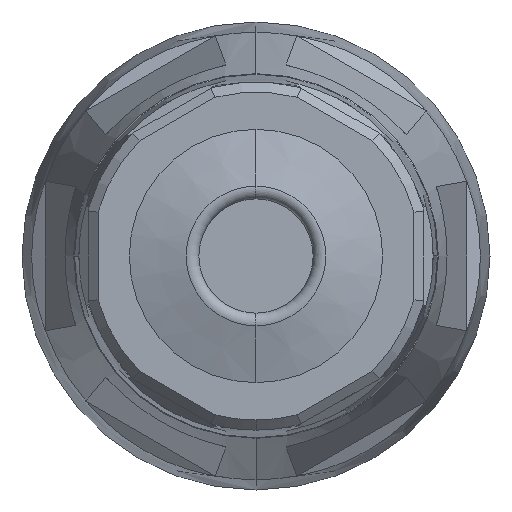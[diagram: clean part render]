
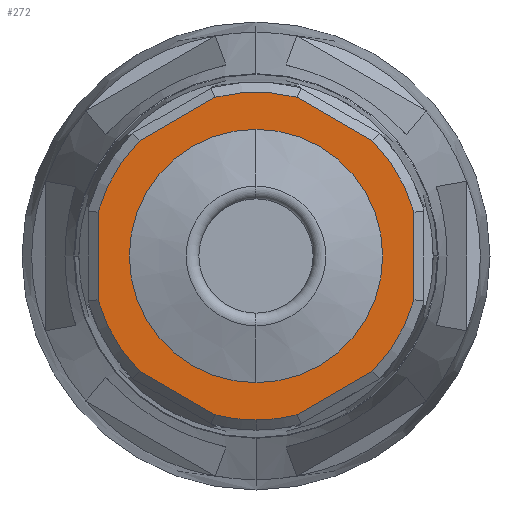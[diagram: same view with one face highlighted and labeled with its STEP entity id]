
A CAD part, left-side view. The second image highlights one B-rep face of the part: STEP entity #272.
In plain terms, the highlighted planar face has unit normal (-1, 0, 0).
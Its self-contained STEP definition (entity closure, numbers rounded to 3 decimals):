
#61 = LINE ( 'NONE', #3990, #2332 ) ;
#97 = DIRECTION ( 'NONE',  ( -1., 0., 0. ) ) ;
#117 = AXIS2_PLACEMENT_3D ( 'NONE', #2969, #418, #3392 ) ;
#126 = CARTESIAN_POINT ( 'NONE',  ( -48.4, 4.132, -15.974 ) ) ;
#183 = DIRECTION ( 'NONE',  ( 0., 0., 1. ) ) ;
#218 = DIRECTION ( 'NONE',  ( 0., 0.866, 0.5 ) ) ;
#221 = CIRCLE ( 'NONE', #3000, 16.5 ) ;
#272 = ADVANCED_FACE ( 'NONE', ( #2584, #2694 ), #1905, .T. ) ;
#298 = ORIENTED_EDGE ( 'NONE', *, *, #2569, .T. ) ;
#306 = AXIS2_PLACEMENT_3D ( 'NONE', #2677, #97, #3086 ) ;
#330 = LINE ( 'NONE', #766, #471 ) ;
#337 = DIRECTION ( 'NONE',  ( -1., 0., 0. ) ) ;
#418 = DIRECTION ( 'NONE',  ( -1., 0., 0. ) ) ;
#471 = VECTOR ( 'NONE', #2895, 1000. ) ;
#504 = EDGE_CURVE ( 'NONE', #3393, #5145, #527, .T. ) ;
#527 = CIRCLE ( 'NONE', #2216, 16.5 ) ;
#536 = DIRECTION ( 'NONE',  ( 0., -0.866, -0.5 ) ) ;
#583 = VERTEX_POINT ( 'NONE', #4909 ) ;
#749 = CARTESIAN_POINT ( 'NONE',  ( -48.4, 0., 0. ) ) ;
#766 = CARTESIAN_POINT ( 'NONE',  ( -48.4, 11.884, 11.498 ) ) ;
#803 = VECTOR ( 'NONE', #218, 1000. ) ;
#879 = VERTEX_POINT ( 'NONE', #4145 ) ;
#920 = ORIENTED_EDGE ( 'NONE', *, *, #1900, .T. ) ;
#1040 = CARTESIAN_POINT ( 'NONE',  ( -48.4, 11.768, -11.565 ) ) ;
#1088 = CARTESIAN_POINT ( 'NONE',  ( -48.4, 0., -12.75 ) ) ;
#1176 = DIRECTION ( 'NONE',  ( 0., 0., 1. ) ) ;
#1235 = CARTESIAN_POINT ( 'NONE',  ( -48.4, -15.9, 4.543 ) ) ;
#1243 = CARTESIAN_POINT ( 'NONE',  ( -48.4, 15.9, -4.543 ) ) ;
#1252 = VERTEX_POINT ( 'NONE', #1395 ) ;
#1285 = DIRECTION ( 'NONE',  ( -1., 0., 0. ) ) ;
#1292 = EDGE_CURVE ( 'NONE', #5145, #1806, #2196, .T. ) ;
#1395 = CARTESIAN_POINT ( 'NONE',  ( -48.4, 0., -16.5 ) ) ;
#1597 = CIRCLE ( 'NONE', #4957, 12.75 ) ;
#1622 = EDGE_CURVE ( 'NONE', #1252, #583, #3444, .T. ) ;
#1647 = CARTESIAN_POINT ( 'NONE',  ( -48.4, -4.132, 15.974 ) ) ;
#1700 = CIRCLE ( 'NONE', #2117, 16.5 ) ;
#1745 = ORIENTED_EDGE ( 'NONE', *, *, #1769, .T. ) ;
#1764 = CARTESIAN_POINT ( 'NONE',  ( -48.4, -15.9, 4.409 ) ) ;
#1769 = EDGE_CURVE ( 'NONE', #1806, #1252, #3984, .T. ) ;
#1806 = VERTEX_POINT ( 'NONE', #126 ) ;
#1900 = EDGE_CURVE ( 'NONE', #583, #2058, #61, .T. ) ;
#1905 = PLANE ( 'NONE',  #2890 ) ;
#1912 = ORIENTED_EDGE ( 'NONE', *, *, #2729, .T. ) ;
#1918 = ORIENTED_EDGE ( 'NONE', *, *, #2152, .T. ) ;
#1921 = ORIENTED_EDGE ( 'NONE', *, *, #1622, .T. ) ;
#2058 = VERTEX_POINT ( 'NONE', #2452 ) ;
#2117 = AXIS2_PLACEMENT_3D ( 'NONE', #4661, #2161, #5099 ) ;
#2119 = VECTOR ( 'NONE', #4603, 1000. ) ;
#2124 = CARTESIAN_POINT ( 'NONE',  ( -48.4, -11.768, 11.565 ) ) ;
#2152 = EDGE_CURVE ( 'NONE', #3766, #4089, #330, .T. ) ;
#2161 = DIRECTION ( 'NONE',  ( -1., 0., 0. ) ) ;
#2196 = LINE ( 'NONE', #2256, #4414 ) ;
#2216 = AXIS2_PLACEMENT_3D ( 'NONE', #4621, #3006, #5521 ) ;
#2232 = EDGE_CURVE ( 'NONE', #4469, #3766, #1700, .T. ) ;
#2256 = CARTESIAN_POINT ( 'NONE',  ( -48.4, 4.016, -16.041 ) ) ;
#2321 = LINE ( 'NONE', #1235, #3329 ) ;
#2332 = VECTOR ( 'NONE', #5265, 1000. ) ;
#2345 = DIRECTION ( 'NONE',  ( -1., 0., 0. ) ) ;
#2367 = EDGE_CURVE ( 'NONE', #2058, #879, #3404, .T. ) ;
#2452 = CARTESIAN_POINT ( 'NONE',  ( -48.4, -11.768, -11.565 ) ) ;
#2494 = DIRECTION ( 'NONE',  ( 0., 0., 1. ) ) ;
#2498 = DIRECTION ( 'NONE',  ( -1., 0., 0. ) ) ;
#2569 = EDGE_CURVE ( 'NONE', #879, #4944, #2321, .T. ) ;
#2576 = AXIS2_PLACEMENT_3D ( 'NONE', #5004, #2498, #5441 ) ;
#2584 = FACE_OUTER_BOUND ( 'NONE', #4300, .T. ) ;
#2632 = EDGE_CURVE ( 'NONE', #3381, #4469, #3063, .T. ) ;
#2677 = CARTESIAN_POINT ( 'NONE',  ( -48.4, 0., 0. ) ) ;
#2694 = FACE_BOUND ( 'NONE', #5413, .T. ) ;
#2729 = EDGE_CURVE ( 'NONE', #4944, #3381, #3924, .T. ) ;
#2756 = DIRECTION ( 'NONE',  ( -1., 0., 0. ) ) ;
#2890 = AXIS2_PLACEMENT_3D ( 'NONE', #4431, #2756, #183 ) ;
#2895 = DIRECTION ( 'NONE',  ( 0., 0.866, -0.5 ) ) ;
#2901 = CARTESIAN_POINT ( 'NONE',  ( -48.4, 0., 0. ) ) ;
#2933 = VERTEX_POINT ( 'NONE', #1088 ) ;
#2939 = ORIENTED_EDGE ( 'NONE', *, *, #4436, .T. ) ;
#2969 = CARTESIAN_POINT ( 'NONE',  ( -48.4, 0., 0. ) ) ;
#2982 = CARTESIAN_POINT ( 'NONE',  ( -48.4, 15.9, 4.409 ) ) ;
#3000 = AXIS2_PLACEMENT_3D ( 'NONE', #749, #3717, #1176 ) ;
#3006 = DIRECTION ( 'NONE',  ( -1., 0., 0. ) ) ;
#3063 = LINE ( 'NONE', #3203, #803 ) ;
#3086 = DIRECTION ( 'NONE',  ( 0., 0., 1. ) ) ;
#3100 = ORIENTED_EDGE ( 'NONE', *, *, #4561, .F. ) ;
#3116 = VERTEX_POINT ( 'NONE', #2982 ) ;
#3203 = CARTESIAN_POINT ( 'NONE',  ( -48.4, -4.016, 16.041 ) ) ;
#3295 = ORIENTED_EDGE ( 'NONE', *, *, #1292, .T. ) ;
#3310 = DIRECTION ( 'NONE',  ( 0., 0., 1. ) ) ;
#3329 = VECTOR ( 'NONE', #2494, 1000. ) ;
#3378 = CARTESIAN_POINT ( 'NONE',  ( -48.4, 15.9, -4.409 ) ) ;
#3381 = VERTEX_POINT ( 'NONE', #2124 ) ;
#3384 = ORIENTED_EDGE ( 'NONE', *, *, #504, .T. ) ;
#3392 = DIRECTION ( 'NONE',  ( 0., 0., 1. ) ) ;
#3393 = VERTEX_POINT ( 'NONE', #3378 ) ;
#3404 = CIRCLE ( 'NONE', #4077, 16.5 ) ;
#3441 = ORIENTED_EDGE ( 'NONE', *, *, #2367, .T. ) ;
#3444 = CIRCLE ( 'NONE', #117, 16.5 ) ;
#3717 = DIRECTION ( 'NONE',  ( -1., 0., 0. ) ) ;
#3766 = VERTEX_POINT ( 'NONE', #4555 ) ;
#3771 = ORIENTED_EDGE ( 'NONE', *, *, #4899, .T. ) ;
#3822 = CARTESIAN_POINT ( 'NONE',  ( -48.4, 0., 0. ) ) ;
#3924 = CIRCLE ( 'NONE', #4162, 16.5 ) ;
#3984 = CIRCLE ( 'NONE', #306, 16.5 ) ;
#3990 = CARTESIAN_POINT ( 'NONE',  ( -48.4, -11.884, -11.498 ) ) ;
#4035 = ORIENTED_EDGE ( 'NONE', *, *, #2632, .T. ) ;
#4077 = AXIS2_PLACEMENT_3D ( 'NONE', #4848, #2345, #5284 ) ;
#4086 = VERTEX_POINT ( 'NONE', #4364 ) ;
#4089 = VERTEX_POINT ( 'NONE', #4777 ) ;
#4145 = CARTESIAN_POINT ( 'NONE',  ( -48.4, -15.9, -4.409 ) ) ;
#4161 = ORIENTED_EDGE ( 'NONE', *, *, #5362, .F. ) ;
#4162 = AXIS2_PLACEMENT_3D ( 'NONE', #2901, #337, #3310 ) ;
#4222 = DIRECTION ( 'NONE',  ( 0., 0., 1. ) ) ;
#4300 = EDGE_LOOP ( 'NONE', ( #3384, #3295, #1745, #1921, #920, #3441, #298, #1912, #4035, #4925, #1918, #2939, #3771 ) ) ;
#4364 = CARTESIAN_POINT ( 'NONE',  ( -48.4, 0., 12.75 ) ) ;
#4414 = VECTOR ( 'NONE', #536, 1000. ) ;
#4431 = CARTESIAN_POINT ( 'NONE',  ( -48.4, 23.55, 0. ) ) ;
#4436 = EDGE_CURVE ( 'NONE', #4089, #3116, #221, .T. ) ;
#4469 = VERTEX_POINT ( 'NONE', #1647 ) ;
#4555 = CARTESIAN_POINT ( 'NONE',  ( -48.4, 4.132, 15.974 ) ) ;
#4561 = EDGE_CURVE ( 'NONE', #2933, #4086, #1597, .T. ) ;
#4603 = DIRECTION ( 'NONE',  ( 0., 0., -1. ) ) ;
#4621 = CARTESIAN_POINT ( 'NONE',  ( -48.4, 0., 0. ) ) ;
#4661 = CARTESIAN_POINT ( 'NONE',  ( -48.4, 0., 0. ) ) ;
#4728 = CIRCLE ( 'NONE', #2576, 12.75 ) ;
#4777 = CARTESIAN_POINT ( 'NONE',  ( -48.4, 11.768, 11.565 ) ) ;
#4848 = CARTESIAN_POINT ( 'NONE',  ( -48.4, 0., 0. ) ) ;
#4899 = EDGE_CURVE ( 'NONE', #3116, #3393, #5322, .T. ) ;
#4909 = CARTESIAN_POINT ( 'NONE',  ( -48.4, -4.132, -15.974 ) ) ;
#4925 = ORIENTED_EDGE ( 'NONE', *, *, #2232, .T. ) ;
#4944 = VERTEX_POINT ( 'NONE', #1764 ) ;
#4957 = AXIS2_PLACEMENT_3D ( 'NONE', #3822, #1285, #4222 ) ;
#5004 = CARTESIAN_POINT ( 'NONE',  ( -48.4, 0., 0. ) ) ;
#5099 = DIRECTION ( 'NONE',  ( 0., 0., 1. ) ) ;
#5145 = VERTEX_POINT ( 'NONE', #1040 ) ;
#5265 = DIRECTION ( 'NONE',  ( 0., -0.866, 0.5 ) ) ;
#5284 = DIRECTION ( 'NONE',  ( 0., 0., 1. ) ) ;
#5322 = LINE ( 'NONE', #1243, #2119 ) ;
#5362 = EDGE_CURVE ( 'NONE', #4086, #2933, #4728, .T. ) ;
#5413 = EDGE_LOOP ( 'NONE', ( #3100, #4161 ) ) ;
#5441 = DIRECTION ( 'NONE',  ( 0., 0., 1. ) ) ;
#5521 = DIRECTION ( 'NONE',  ( 0., 0., 1. ) ) ;
